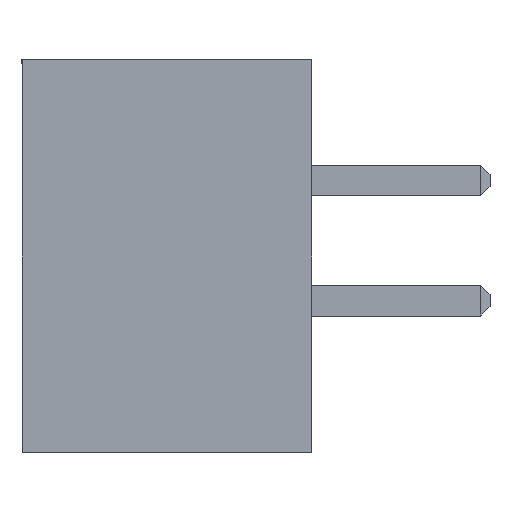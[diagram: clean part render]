
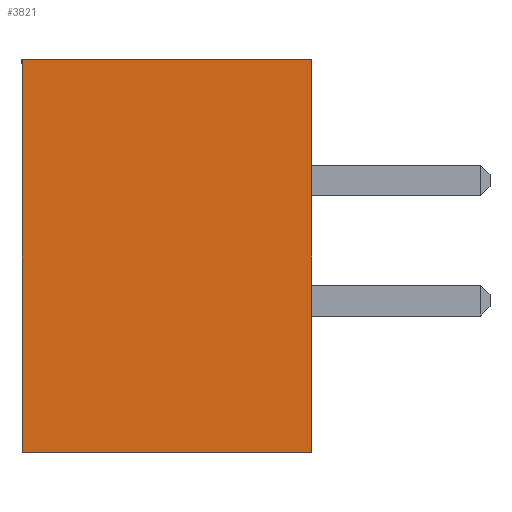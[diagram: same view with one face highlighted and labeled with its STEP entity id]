
A CAD part, left-side view. The second image highlights one B-rep face of the part: STEP entity #3821.
In plain terms, the highlighted planar face has unit normal (-1, 0, 0).
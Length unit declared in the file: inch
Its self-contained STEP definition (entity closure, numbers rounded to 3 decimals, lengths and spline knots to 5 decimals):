
#71 = VECTOR ( 'NONE', #6231, 39.37008 ) ;
#378 = ORIENTED_EDGE ( 'NONE', *, *, #4102, .F. ) ;
#393 = ORIENTED_EDGE ( 'NONE', *, *, #4125, .F. ) ;
#412 = ORIENTED_EDGE ( 'NONE', *, *, #4099, .T. ) ;
#511 = ORIENTED_EDGE ( 'NONE', *, *, #4096, .F. ) ;
#1215 = VERTEX_POINT ( 'NONE', #1944 ) ;
#1324 = VERTEX_POINT ( 'NONE', #1794 ) ;
#1344 = VERTEX_POINT ( 'NONE', #1777 ) ;
#1345 = VERTEX_POINT ( 'NONE', #1776 ) ;
#1551 = DIRECTION ( 'NONE',  ( 0., 1., 0. ) ) ;
#1554 = CARTESIAN_POINT ( 'NONE',  ( -0.24375, -0.13531, -0.1387 ) ) ;
#1776 = CARTESIAN_POINT ( 'NONE',  ( -0.24375, 0.095, -0.1387 ) ) ;
#1777 = CARTESIAN_POINT ( 'NONE',  ( -0.24375, 0.095, 0.1187 ) ) ;
#1794 = CARTESIAN_POINT ( 'NONE',  ( -0.24375, -0.095, 0.1187 ) ) ;
#1944 = CARTESIAN_POINT ( 'NONE',  ( -0.24375, -0.095, -0.1387 ) ) ;
#1987 = VECTOR ( 'NONE', #6056, 39.37008 ) ;
#1988 = VECTOR ( 'NONE', #6254, 39.37008 ) ;
#3349 = FACE_OUTER_BOUND ( 'NONE', #5386, .T. ) ;
#3821 = ADVANCED_FACE ( 'NONE', ( #3349 ), #4727, .F. ) ;
#4096 = EDGE_CURVE ( 'NONE', #1345, #1344, #5140, .T. ) ;
#4099 = EDGE_CURVE ( 'NONE', #1215, #1324, #5143, .T. ) ;
#4102 = EDGE_CURVE ( 'NONE', #1344, #1324, #5146, .T. ) ;
#4125 = EDGE_CURVE ( 'NONE', #1215, #1345, #5169, .T. ) ;
#4716 = DIRECTION ( 'NONE',  ( 0., 0., -1. ) ) ;
#4717 = DIRECTION ( 'NONE',  ( 1., 0., 0. ) ) ;
#4727 = PLANE ( 'NONE',  #5471 ) ;
#4728 = CARTESIAN_POINT ( 'NONE',  ( -0.24375, 0.095, -0.1187 ) ) ;
#5140 = LINE ( 'NONE', #6190, #71 ) ;
#5143 = LINE ( 'NONE', #6256, #1987 ) ;
#5146 = LINE ( 'NONE', #6233, #1988 ) ;
#5169 = LINE ( 'NONE', #1554, #5645 ) ;
#5386 = EDGE_LOOP ( 'NONE', ( #412, #378, #511, #393 ) ) ;
#5471 = AXIS2_PLACEMENT_3D ( 'NONE', #4728, #4717, #4716 ) ;
#5645 = VECTOR ( 'NONE', #1551, 39.37008 ) ;
#6056 = DIRECTION ( 'NONE',  ( 0., 0., 1. ) ) ;
#6190 = CARTESIAN_POINT ( 'NONE',  ( -0.24375, 0.095, -0.1187 ) ) ;
#6231 = DIRECTION ( 'NONE',  ( 0., 0., 1. ) ) ;
#6233 = CARTESIAN_POINT ( 'NONE',  ( -0.24375, 0.095, 0.1187 ) ) ;
#6254 = DIRECTION ( 'NONE',  ( 0., -1., 0. ) ) ;
#6256 = CARTESIAN_POINT ( 'NONE',  ( -0.24375, -0.095, -0.1187 ) ) ;
